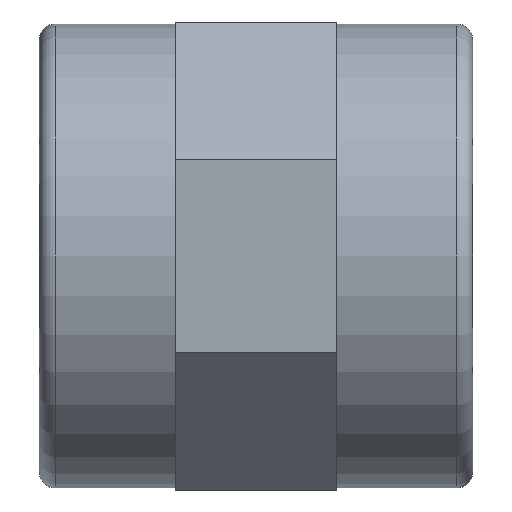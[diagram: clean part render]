
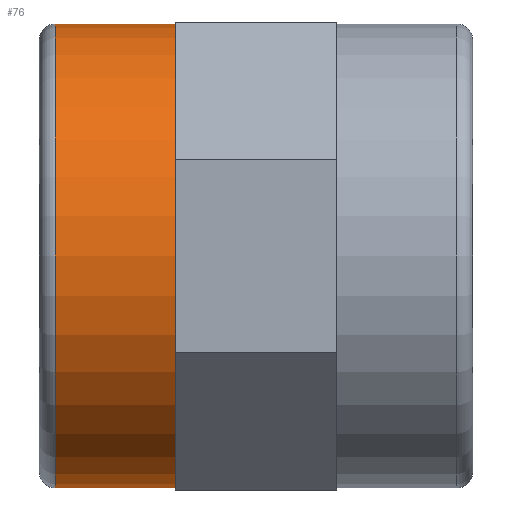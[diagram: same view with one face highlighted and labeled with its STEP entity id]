
A CAD part, front view. The second image highlights one B-rep face of the part: STEP entity #76.
In plain terms, the highlighted cylindrical face has radius 28.75 mm (diameter 57.5 mm), a partial arc.
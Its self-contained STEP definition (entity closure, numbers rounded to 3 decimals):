
#27 = EDGE_CURVE ( 'NONE', #8883, #8882, #8461, .T. ) ;
#76 = ADVANCED_FACE ( 'NONE', ( #2638 ), #2642, .T. ) ;
#143 = EDGE_CURVE ( 'NONE', #8886, #8875, #9281, .T. ) ;
#1601 = CARTESIAN_POINT ( 'NONE',  ( -10., 0., 0. ) ) ;
#1602 = DIRECTION ( 'NONE',  ( -1., 0., 0. ) ) ;
#1603 = DIRECTION ( 'NONE',  ( 0., 0., 1. ) ) ;
#2630 = DIRECTION ( 'NONE',  ( -1., 0., 0. ) ) ;
#2638 = FACE_OUTER_BOUND ( 'NONE', #9193, .T. ) ;
#2640 = CARTESIAN_POINT ( 'NONE',  ( 0., 0., 0. ) ) ;
#2642 = CYLINDRICAL_SURFACE ( 'NONE', #9071, 28.75 ) ;
#2643 = DIRECTION ( 'NONE',  ( 0., 0., 1. ) ) ;
#2826 = LINE ( 'NONE', #2827, #5185 ) ;
#2827 = CARTESIAN_POINT ( 'NONE',  ( 0., 0., -28.75 ) ) ;
#2828 = DIRECTION ( 'NONE',  ( -1., 0., 0. ) ) ;
#2882 = LINE ( 'NONE', #2883, #5194 ) ;
#2883 = CARTESIAN_POINT ( 'NONE',  ( 0., 0., 28.75 ) ) ;
#2892 = DIRECTION ( 'NONE',  ( -1., 0., 0. ) ) ;
#2962 = CARTESIAN_POINT ( 'NONE',  ( -10., 0., 28.75 ) ) ;
#2967 = CARTESIAN_POINT ( 'NONE',  ( -24.85, 0., 28.75 ) ) ;
#2968 = CARTESIAN_POINT ( 'NONE',  ( -24.85, 0., -28.75 ) ) ;
#2971 = CARTESIAN_POINT ( 'NONE',  ( -10., 0., -28.75 ) ) ;
#5185 = VECTOR ( 'NONE', #2828, 1000. ) ;
#5194 = VECTOR ( 'NONE', #2892, 1000. ) ;
#5299 = EDGE_CURVE ( 'NONE', #8886, #8883, #2826, .T. ) ;
#5310 = EDGE_CURVE ( 'NONE', #8875, #8882, #2882, .T. ) ;
#6134 = CARTESIAN_POINT ( 'NONE',  ( -24.85, 0., 0. ) ) ;
#6135 = DIRECTION ( 'NONE',  ( -1., 0., 0. ) ) ;
#6136 = DIRECTION ( 'NONE',  ( 0., 0., 1. ) ) ;
#8202 = ORIENTED_EDGE ( 'NONE', *, *, #5299, .F. ) ;
#8203 = ORIENTED_EDGE ( 'NONE', *, *, #143, .T. ) ;
#8204 = ORIENTED_EDGE ( 'NONE', *, *, #5310, .T. ) ;
#8205 = ORIENTED_EDGE ( 'NONE', *, *, #27, .F. ) ;
#8461 = CIRCLE ( 'NONE', #8466, 28.75 ) ;
#8466 = AXIS2_PLACEMENT_3D ( 'NONE', #6134, #6135, #6136 ) ;
#8875 = VERTEX_POINT ( 'NONE', #2962 ) ;
#8882 = VERTEX_POINT ( 'NONE', #2967 ) ;
#8883 = VERTEX_POINT ( 'NONE', #2968 ) ;
#8886 = VERTEX_POINT ( 'NONE', #2971 ) ;
#9071 = AXIS2_PLACEMENT_3D ( 'NONE', #2640, #2630, #2643 ) ;
#9193 = EDGE_LOOP ( 'NONE', ( #8202, #8203, #8204, #8205 ) ) ;
#9259 = AXIS2_PLACEMENT_3D ( 'NONE', #1601, #1602, #1603 ) ;
#9281 = CIRCLE ( 'NONE', #9259, 28.75 ) ;
